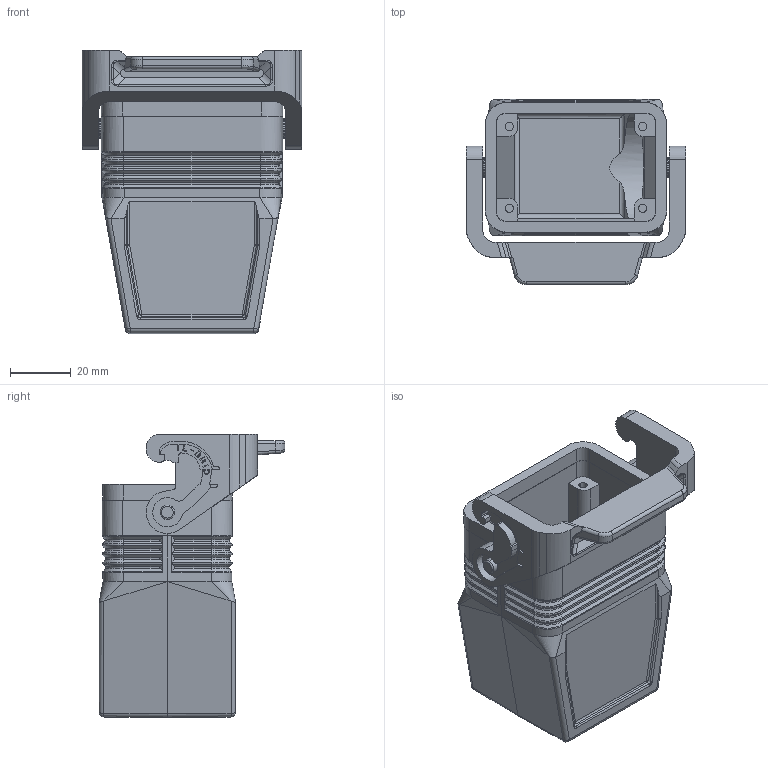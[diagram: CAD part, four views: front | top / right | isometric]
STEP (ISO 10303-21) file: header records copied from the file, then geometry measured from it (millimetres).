
FILE_DESCRIPTION(('Creo Elements/Direct Modeling STEP Export'),'2;1');
FILE_NAME('0ln7uvk5h77ucja5420','2022-02-14T15:57:36',(''),(''),'Creo Elements/Direct Modeling STEP processor for AP214 (Solid Model)','Creo Elements/Direct Modeling 20.1B 02-Apr-2019 (C) Parametric Technology GmbH','');
FILE_SCHEMA(('AUTOMOTIVE_DESIGN { 1 0 10303 214 1 1 1 1 }'));
Products named in the file (2): MLFO_06_LG40
Assembly tree (1 placements, depth 2):
  MLFO_06_LG40
    MLFO_06_LG40
Bounding box: 72.5 x 61.25 x 93.45 mm (x, y, z)
Volume: 72549.5 mm3; surface area: 37854.6 mm2
Topology: 1 solids, 1 shells, 977 faces, 2565 edges, 1611 vertices
Faces by surface type: plane 589, cylinder 255, bspline 106, sphere 13, torus 10, cone 4
Entity records: 46895 total; most frequent: CARTESIAN_POINT 16345, ORIENTED_EDGE 5104, DIRECTION 4233, EDGE_CURVE 2552, VECTOR 1767, LINE 1767, VERTEX_POINT 1611, AXIS2_PLACEMENT_3D 1233
